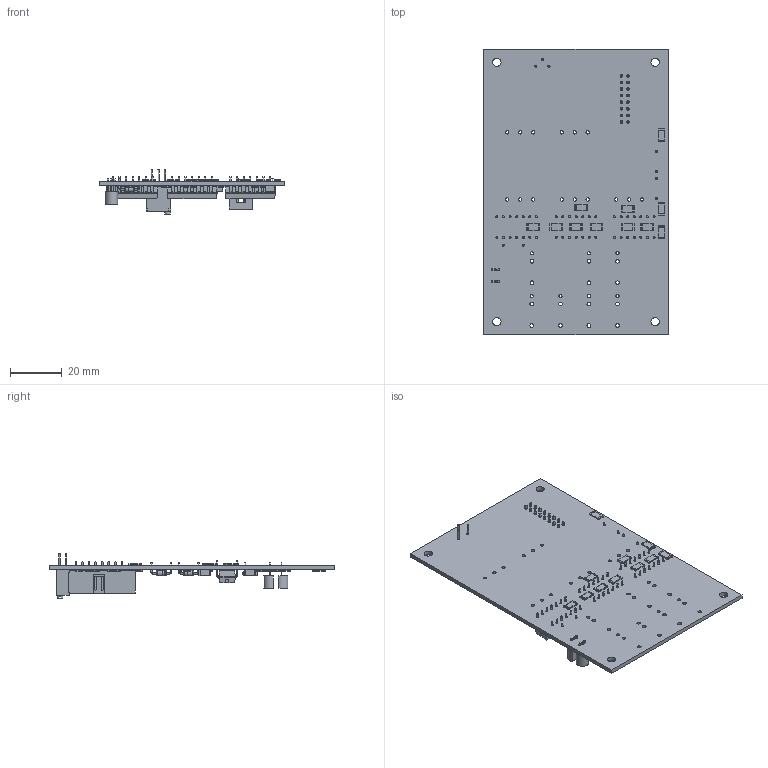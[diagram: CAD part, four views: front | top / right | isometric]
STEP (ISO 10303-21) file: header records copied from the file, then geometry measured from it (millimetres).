
FILE_DESCRIPTION(('KiCad electronic assembly'),'2;1');
FILE_NAME('VCO_EURORACK.step','2023-05-21T19:46:11',('Pcbnew'),('Kicad') ,'Open CASCADE STEP processor 7.6','KiCad to STEP converter','Unknown' );
FILE_SCHEMA(('AUTOMOTIVE_DESIGN { 1 0 10303 214 1 1 1 1 }'));
Length unit declared in the file: millimetre
Products named in the file (18): VCO_EURORACK 1; R_2010_5025Metric; SOLID; Potentiometer_Bourns_3296Y_Vertical; C_1812_4532Metric; D_DO-35_SOD27_P7.62mm_Horizontal; COMPOUND; IDC-Header_2x08_P2.54mm_Vertical; CD40106BE; TO-92_Inline; TL074CN; _autosave-VCO_EURORACK PCB
Assembly tree (55 placements, depth 3):
  VCO_EURORACK 1
    R_2010_5025Metric  x33
      SOLID
    Potentiometer_Bourns_3296Y_Vertical
      SOLID
    C_1812_4532Metric  x3
      SOLID
    D_DO-35_SOD27_P7.62mm_Horizontal  x3
      COMPOUND
    IDC-Header_2x08_P2.54mm_Vertical
      SOLID
    CD40106BE
      COMPOUND
    TO-92_Inline  x2
      SOLID
    TL074CN  x2
      COMPOUND
    _autosave-VCO_EURORACK PCB
Bounding box: 71 x 110 x 17.07 mm (x, y, z)
Volume: 15992.4 mm3; surface area: 22568.1 mm2
Topology: 92 solids, 92 shells, 2199 faces, 5581 edges, 3622 vertices
Faces by surface type: plane 1654, cylinder 533, torus 12
Full cylindrical faces by diameter (mm): 0.5 x9, 0.51 x3, 0.75 x6, 0.77 x42, 0.8 x9, 1 x22, 1.22 x7, 1.3 x15, 1.42 x7, 1.43 x7, 2 x6, 2.02 x3, 2.19 x1, 3.2 x4
Entity records: 69226 total; most frequent: CARTESIAN_POINT 12431, DIRECTION 10024, LINE 6871, VECTOR 6871, ORIENTED_EDGE 5158, PCURVE 5158, DEFINITIONAL_REPRESENTATION 5158, EDGE_CURVE 2579
